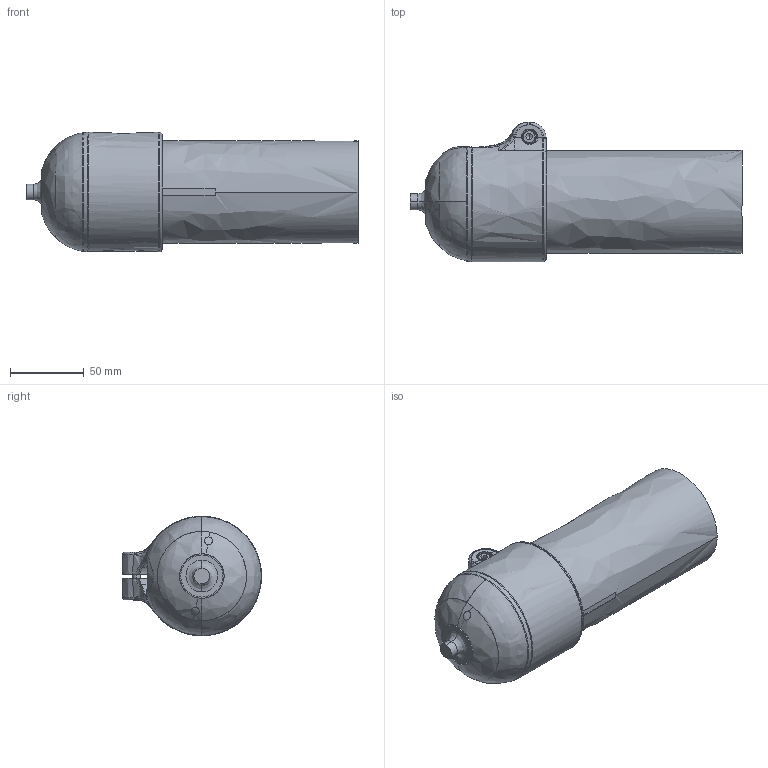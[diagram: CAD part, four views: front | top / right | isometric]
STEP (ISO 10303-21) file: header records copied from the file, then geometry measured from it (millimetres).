
FILE_DESCRIPTION(('FreeCAD Model'),'2;1');
FILE_NAME('Open CASCADE Shape Model','2025-05-03T21:39:25',('FreeCAD'),( 'FreeCAD'),'Open CASCADE STEP processor 7.6','FreeCAD','Unknown');
FILE_SCHEMA(('AUTOMOTIVE_DESIGN { 1 0 10303 214 1 1 1 1 }'));
Length unit declared in the file: millimetre
Products named in the file (1): Open CASCADE STEP translator 7.6 1
Bounding box: 224.84 x 94.23 x 80.85 mm (x, y, z)
Volume: 873489 mm3; surface area: 136847.2 mm2
Topology: 6 solids, 8 shells, 278 faces, 686 edges, 420 vertices
Faces by surface type: bspline 278
Entity records: 13979 total; most frequent: CARTESIAN_POINT 10117, ORIENTED_EDGE 1352, EDGE_CURVE 680, VERTEX_POINT 420, B_SPLINE_CURVE_WITH_KNOTS 412, FACE_BOUND 304, EDGE_LOOP 304, ADVANCED_FACE 278
